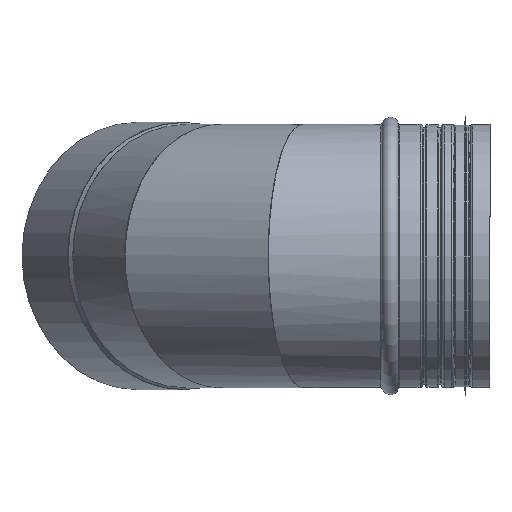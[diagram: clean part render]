
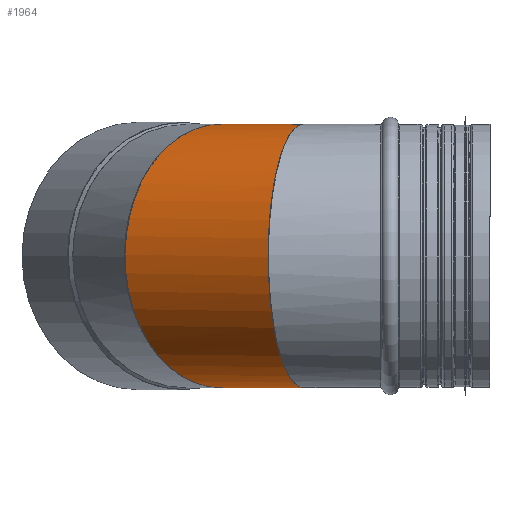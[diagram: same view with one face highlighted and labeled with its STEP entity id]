
A CAD part, front view. The second image highlights one B-rep face of the part: STEP entity #1964.
In plain terms, the highlighted cylindrical face has radius 101 mm (diameter 202 mm), a partial arc.
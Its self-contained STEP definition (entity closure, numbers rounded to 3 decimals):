
#246=CYLINDRICAL_SURFACE('',#2216,101.);
#365=FACE_OUTER_BOUND('',#497,.T.);
#497=EDGE_LOOP('',(#1604,#1605,#1606,#1607));
#540=ELLIPSE('',#2210,104.563,101.);
#542=ELLIPSE('',#2213,104.563,101.);
#657=LINE('',#3384,#773);
#658=LINE('',#3386,#774);
#773=VECTOR('',#2828,19.074);
#774=VECTOR('',#2831,19.074);
#888=VERTEX_POINT('',#3365);
#890=VERTEX_POINT('',#3368);
#892=VERTEX_POINT('',#3374);
#893=VERTEX_POINT('',#3375);
#1131=EDGE_CURVE('',#890,#888,#540,.T.);
#1134=EDGE_CURVE('',#892,#893,#542,.T.);
#1139=EDGE_CURVE('',#892,#888,#657,.T.);
#1140=EDGE_CURVE('',#893,#890,#658,.T.);
#1604=ORIENTED_EDGE('',*,*,#1131,.T.);
#1605=ORIENTED_EDGE('',*,*,#1139,.F.);
#1606=ORIENTED_EDGE('',*,*,#1134,.T.);
#1607=ORIENTED_EDGE('',*,*,#1140,.T.);
#1964=ADVANCED_FACE('',(#365),#246,.T.);
#2210=AXIS2_PLACEMENT_3D('',#3369,#2812,#2813);
#2213=AXIS2_PLACEMENT_3D('',#3376,#2819,#2820);
#2216=AXIS2_PLACEMENT_3D('',#3385,#2829,#2830);
#2812=DIRECTION('center_axis',(-0.259,-0.966,0.));
#2813=DIRECTION('ref_axis',(0.966,-0.259,0.));
#2819=DIRECTION('center_axis',(-0.259,0.966,0.));
#2820=DIRECTION('ref_axis',(0.966,0.259,0.));
#2828=DIRECTION('',(0.,1.,0.));
#2829=DIRECTION('center_axis',(0.,1.,0.));
#2830=DIRECTION('ref_axis',(1.,0.,0.));
#2831=DIRECTION('',(0.,1.,0.));
#3365=CARTESIAN_POINT('',(101.,9.537,0.));
#3368=CARTESIAN_POINT('',(101.,9.537,0.176));
#3369=CARTESIAN_POINT('Origin',(0.,36.6,0.));
#3374=CARTESIAN_POINT('',(101.,-9.537,0.));
#3375=CARTESIAN_POINT('',(101.,-9.537,0.176));
#3376=CARTESIAN_POINT('Origin',(0.,-36.6,0.));
#3384=CARTESIAN_POINT('',(101.,-535.,0.));
#3385=CARTESIAN_POINT('Origin',(0.,0.,0.));
#3386=CARTESIAN_POINT('',(101.,-535.,0.176));
